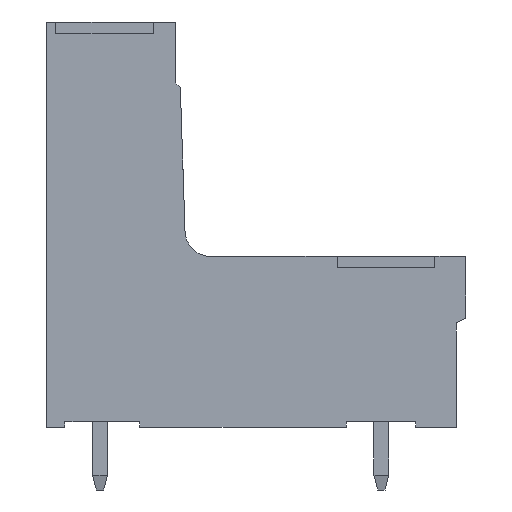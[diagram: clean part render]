
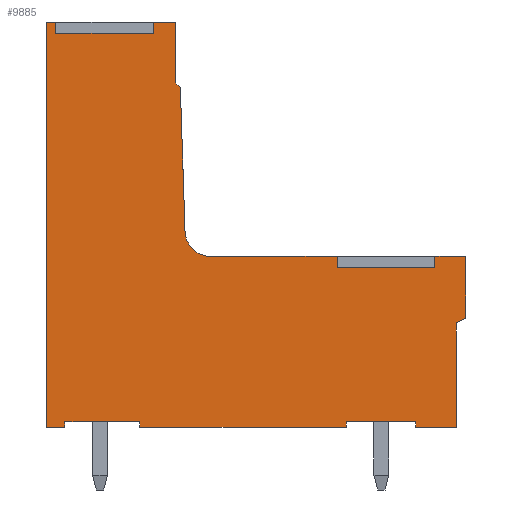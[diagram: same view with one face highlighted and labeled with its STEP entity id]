
A CAD part, left-side view. The second image highlights one B-rep face of the part: STEP entity #9885.
In plain terms, the highlighted planar face has unit normal (-1, 0, 0).
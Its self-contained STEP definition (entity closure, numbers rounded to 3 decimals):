
#1254=DIRECTION('',(0.,1.,0.));
#1255=VECTOR('',#1254,11.2);
#1256=CARTESIAN_POINT('',(-12.32,6.45,-0.05));
#1257=LINE('',#1256,#1255);
#1302=DIRECTION('',(0.,0.,-1.));
#1303=VECTOR('',#1302,0.3);
#1304=CARTESIAN_POINT('',(-12.32,17.65,0.25));
#1305=LINE('',#1304,#1303);
#1314=DIRECTION('',(0.,1.,0.));
#1315=VECTOR('',#1314,3.75);
#1316=CARTESIAN_POINT('',(-12.32,2.7,0.25));
#1317=LINE('',#1316,#1315);
#1318=DIRECTION('',(0.,0.,-1.));
#1319=VECTOR('',#1318,0.3);
#1320=CARTESIAN_POINT('',(-12.32,6.45,0.25));
#1321=LINE('',#1320,#1319);
#1322=DIRECTION('',(0.,1.,0.));
#1323=VECTOR('',#1322,4.05);
#1324=CARTESIAN_POINT('',(-12.32,17.65,0.25));
#1325=LINE('',#1324,#1323);
#1326=DIRECTION('',(0.,0.,1.));
#1327=VECTOR('',#1326,0.3);
#1328=CARTESIAN_POINT('',(-12.32,21.7,-0.05));
#1329=LINE('',#1328,#1327);
#1330=DIRECTION('',(0.,1.,0.));
#1331=VECTOR('',#1330,1.);
#1332=CARTESIAN_POINT('',(-12.32,21.7,-0.05));
#1333=LINE('',#1332,#1331);
#1334=DIRECTION('',(0.,0.,1.));
#1335=VECTOR('',#1334,21.95);
#1336=CARTESIAN_POINT('',(-12.32,22.7,-0.05));
#1337=LINE('',#1336,#1335);
#1338=DIRECTION('',(0.,-1.,0.));
#1339=VECTOR('',#1338,0.5);
#1340=CARTESIAN_POINT('',(-12.32,22.7,21.9));
#1341=LINE('',#1340,#1339);
#1342=DIRECTION('',(0.,0.,-1.));
#1343=VECTOR('',#1342,0.6);
#1344=CARTESIAN_POINT('',(-12.32,22.2,21.9));
#1345=LINE('',#1344,#1343);
#1346=DIRECTION('',(0.,-1.,0.));
#1347=VECTOR('',#1346,5.3);
#1348=CARTESIAN_POINT('',(-12.32,22.2,21.3));
#1349=LINE('',#1348,#1347);
#1350=DIRECTION('',(0.,0.,-1.));
#1351=VECTOR('',#1350,0.6);
#1352=CARTESIAN_POINT('',(-12.32,16.9,21.9));
#1353=LINE('',#1352,#1351);
#1354=DIRECTION('',(0.,-1.,0.));
#1355=VECTOR('',#1354,1.2);
#1356=CARTESIAN_POINT('',(-12.32,16.9,21.9));
#1357=LINE('',#1356,#1355);
#1358=DIRECTION('',(0.,0.,-1.));
#1359=VECTOR('',#1358,3.3);
#1360=CARTESIAN_POINT('',(-12.32,15.7,21.9));
#1361=LINE('',#1360,#1359);
#1362=DIRECTION('',(0.,0.707,0.707));
#1363=VECTOR('',#1362,0.354);
#1364=CARTESIAN_POINT('',(-12.32,15.45,18.35));
#1365=LINE('',#1364,#1363);
#1366=DIRECTION('',(0.,0.033,0.999));
#1367=VECTOR('',#1366,7.8);
#1368=CARTESIAN_POINT('',(-12.32,15.194,10.554));
#1369=LINE('',#1368,#1367);
#1370=CARTESIAN_POINT('',(-12.32,13.795,10.6));
#1371=DIRECTION('',(1.,0.,0.));
#1372=DIRECTION('',(0.,0.,-1.));
#1373=AXIS2_PLACEMENT_3D('',#1370,#1371,#1372);
#1375=DIRECTION('',(0.,1.,0.));
#1376=VECTOR('',#1375,6.835);
#1377=CARTESIAN_POINT('',(-12.32,6.96,9.2));
#1378=LINE('',#1377,#1376);
#1379=DIRECTION('',(0.,0.,-1.));
#1380=VECTOR('',#1379,0.6);
#1381=CARTESIAN_POINT('',(-12.32,6.96,9.2));
#1382=LINE('',#1381,#1380);
#1383=DIRECTION('',(0.,-1.,0.));
#1384=VECTOR('',#1383,5.3);
#1385=CARTESIAN_POINT('',(-12.32,6.96,8.6));
#1386=LINE('',#1385,#1384);
#1387=DIRECTION('',(0.,0.,1.));
#1388=VECTOR('',#1387,0.6);
#1389=CARTESIAN_POINT('',(-12.32,1.66,8.6));
#1390=LINE('',#1389,#1388);
#1391=DIRECTION('',(0.,1.,0.));
#1392=VECTOR('',#1391,1.66);
#1393=CARTESIAN_POINT('',(-12.32,0.,9.2));
#1394=LINE('',#1393,#1392);
#1395=DIRECTION('',(0.,0.,-1.));
#1396=VECTOR('',#1395,3.35);
#1397=CARTESIAN_POINT('',(-12.32,0.,9.2));
#1398=LINE('',#1397,#1396);
#1399=DIRECTION('',(0.,-0.892,0.452));
#1400=VECTOR('',#1399,0.56);
#1401=CARTESIAN_POINT('',(-12.32,0.5,5.597));
#1402=LINE('',#1401,#1400);
#1403=DIRECTION('',(0.,1.,0.));
#1404=VECTOR('',#1403,2.2);
#1405=CARTESIAN_POINT('',(-12.32,0.5,-0.05));
#1406=LINE('',#1405,#1404);
#1407=DIRECTION('',(0.,0.,1.));
#1408=VECTOR('',#1407,0.3);
#1409=CARTESIAN_POINT('',(-12.32,2.7,-0.05));
#1410=LINE('',#1409,#1408);
#1736=DIRECTION('',(0.,0.,1.));
#1737=VECTOR('',#1736,5.647);
#1738=CARTESIAN_POINT('',(-12.32,0.5,-0.05));
#1739=LINE('',#1738,#1737);
#7010=CARTESIAN_POINT('',(-12.32,22.7,-0.05));
#7011=CARTESIAN_POINT('',(-12.32,22.7,21.9));
#7012=VERTEX_POINT('',#7010);
#7013=VERTEX_POINT('',#7011);
#7014=CARTESIAN_POINT('',(-12.32,13.795,9.2));
#7015=CARTESIAN_POINT('',(-12.32,15.194,10.554));
#7016=VERTEX_POINT('',#7014);
#7017=VERTEX_POINT('',#7015);
#7018=CARTESIAN_POINT('',(-12.32,15.45,18.35));
#7019=VERTEX_POINT('',#7018);
#7020=CARTESIAN_POINT('',(-12.32,15.7,18.6));
#7021=VERTEX_POINT('',#7020);
#7022=CARTESIAN_POINT('',(-12.32,15.7,21.9));
#7023=VERTEX_POINT('',#7022);
#7024=CARTESIAN_POINT('',(-12.32,0.,9.2));
#7025=CARTESIAN_POINT('',(-12.32,0.,5.85));
#7026=VERTEX_POINT('',#7024);
#7027=VERTEX_POINT('',#7025);
#7028=CARTESIAN_POINT('',(-12.32,0.5,5.597));
#7029=VERTEX_POINT('',#7028);
#7446=CARTESIAN_POINT('',(-12.32,1.66,8.6));
#7447=CARTESIAN_POINT('',(-12.32,1.66,9.2));
#7448=VERTEX_POINT('',#7446);
#7449=VERTEX_POINT('',#7447);
#7450=CARTESIAN_POINT('',(-12.32,6.96,9.2));
#7451=CARTESIAN_POINT('',(-12.32,6.96,8.6));
#7452=VERTEX_POINT('',#7450);
#7453=VERTEX_POINT('',#7451);
#7454=CARTESIAN_POINT('',(-12.32,22.2,21.9));
#7455=CARTESIAN_POINT('',(-12.32,22.2,21.3));
#7456=VERTEX_POINT('',#7454);
#7457=VERTEX_POINT('',#7455);
#7458=CARTESIAN_POINT('',(-12.32,16.9,21.3));
#7459=VERTEX_POINT('',#7458);
#7460=CARTESIAN_POINT('',(-12.32,16.9,21.9));
#7461=VERTEX_POINT('',#7460);
#7510=CARTESIAN_POINT('',(-12.32,21.7,-0.05));
#7511=CARTESIAN_POINT('',(-12.32,21.7,0.25));
#7512=VERTEX_POINT('',#7510);
#7513=VERTEX_POINT('',#7511);
#7514=CARTESIAN_POINT('',(-12.32,2.7,-0.05));
#7515=CARTESIAN_POINT('',(-12.32,2.7,0.25));
#7516=VERTEX_POINT('',#7514);
#7517=VERTEX_POINT('',#7515);
#7518=CARTESIAN_POINT('',(-12.32,0.5,-0.05));
#7519=VERTEX_POINT('',#7518);
#7524=CARTESIAN_POINT('',(-12.32,6.45,-0.05));
#7525=CARTESIAN_POINT('',(-12.32,17.65,-0.05));
#7526=VERTEX_POINT('',#7524);
#7527=VERTEX_POINT('',#7525);
#7528=CARTESIAN_POINT('',(-12.32,6.45,0.25));
#7529=VERTEX_POINT('',#7528);
#7530=CARTESIAN_POINT('',(-12.32,17.65,0.25));
#7531=VERTEX_POINT('',#7530);
#9831=CARTESIAN_POINT('',(-12.32,0.,0.));
#9832=DIRECTION('',(1.,0.,0.));
#9833=DIRECTION('',(0.,0.,-1.));
#9834=AXIS2_PLACEMENT_3D('',#9831,#9832,#9833);
#9835=PLANE('',#9834);
#9836=ORIENTED_EDGE('',*,*,#8686,.T.);
#9838=ORIENTED_EDGE('',*,*,#9837,.T.);
#9839=ORIENTED_EDGE('',*,*,#9725,.T.);
#9840=ORIENTED_EDGE('',*,*,#9823,.F.);
#9841=ORIENTED_EDGE('',*,*,#8678,.T.);
#9843=ORIENTED_EDGE('',*,*,#9842,.F.);
#9844=ORIENTED_EDGE('',*,*,#9808,.T.);
#9845=ORIENTED_EDGE('',*,*,#7923,.T.);
#9847=ORIENTED_EDGE('',*,*,#9846,.T.);
#9849=ORIENTED_EDGE('',*,*,#9848,.T.);
#9851=ORIENTED_EDGE('',*,*,#9850,.T.);
#9853=ORIENTED_EDGE('',*,*,#9852,.F.);
#9855=ORIENTED_EDGE('',*,*,#9854,.T.);
#9857=ORIENTED_EDGE('',*,*,#9856,.T.);
#9859=ORIENTED_EDGE('',*,*,#9858,.F.);
#9861=ORIENTED_EDGE('',*,*,#9860,.F.);
#9863=ORIENTED_EDGE('',*,*,#9862,.F.);
#9865=ORIENTED_EDGE('',*,*,#9864,.F.);
#9867=ORIENTED_EDGE('',*,*,#9866,.T.);
#9869=ORIENTED_EDGE('',*,*,#9868,.T.);
#9871=ORIENTED_EDGE('',*,*,#9870,.T.);
#9873=ORIENTED_EDGE('',*,*,#9872,.F.);
#9875=ORIENTED_EDGE('',*,*,#9874,.T.);
#9877=ORIENTED_EDGE('',*,*,#9876,.F.);
#9879=ORIENTED_EDGE('',*,*,#9878,.F.);
#9880=ORIENTED_EDGE('',*,*,#9777,.T.);
#9882=ORIENTED_EDGE('',*,*,#9881,.T.);
#9883=EDGE_LOOP('',(#9836,#9838,#9839,#9840,#9841,#9843,#9844,#9845,#9847,#9849,
#9851,#9853,#9855,#9857,#9859,#9861,#9863,#9865,#9867,#9869,#9871,#9873,#9875,
#9877,#9879,#9880,#9882));
#9884=FACE_OUTER_BOUND('',#9883,.F.);
#9885=ADVANCED_FACE('',(#9884),#9835,.F.);
#1374=CIRCLE('',#1373,1.4);
#7923=EDGE_CURVE('',#7012,#7013,#1337,.T.);
#8678=EDGE_CURVE('',#7531,#7513,#1325,.T.);
#8686=EDGE_CURVE('',#7517,#7529,#1317,.T.);
#9725=EDGE_CURVE('',#7526,#7527,#1257,.T.);
#9777=EDGE_CURVE('',#7519,#7516,#1406,.T.);
#9808=EDGE_CURVE('',#7512,#7012,#1333,.T.);
#9823=EDGE_CURVE('',#7531,#7527,#1305,.T.);
#9837=EDGE_CURVE('',#7529,#7526,#1321,.T.);
#9842=EDGE_CURVE('',#7512,#7513,#1329,.T.);
#9846=EDGE_CURVE('',#7013,#7456,#1341,.T.);
#9848=EDGE_CURVE('',#7456,#7457,#1345,.T.);
#9850=EDGE_CURVE('',#7457,#7459,#1349,.T.);
#9852=EDGE_CURVE('',#7461,#7459,#1353,.T.);
#9854=EDGE_CURVE('',#7461,#7023,#1357,.T.);
#9856=EDGE_CURVE('',#7023,#7021,#1361,.T.);
#9858=EDGE_CURVE('',#7019,#7021,#1365,.T.);
#9860=EDGE_CURVE('',#7017,#7019,#1369,.T.);
#9862=EDGE_CURVE('',#7016,#7017,#1374,.T.);
#9864=EDGE_CURVE('',#7452,#7016,#1378,.T.);
#9866=EDGE_CURVE('',#7452,#7453,#1382,.T.);
#9868=EDGE_CURVE('',#7453,#7448,#1386,.T.);
#9870=EDGE_CURVE('',#7448,#7449,#1390,.T.);
#9872=EDGE_CURVE('',#7026,#7449,#1394,.T.);
#9874=EDGE_CURVE('',#7026,#7027,#1398,.T.);
#9876=EDGE_CURVE('',#7029,#7027,#1402,.T.);
#9878=EDGE_CURVE('',#7519,#7029,#1739,.T.);
#9881=EDGE_CURVE('',#7516,#7517,#1410,.T.);
